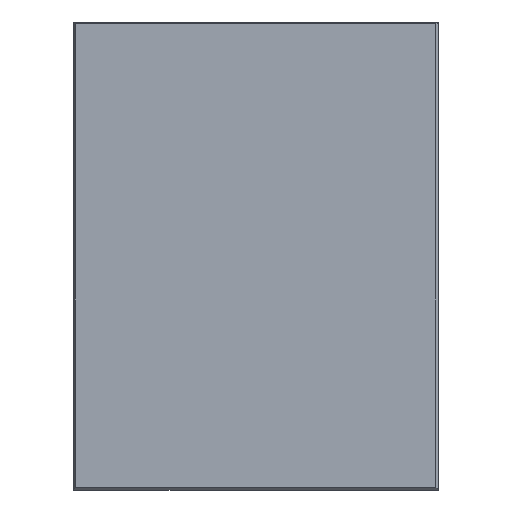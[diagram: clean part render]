
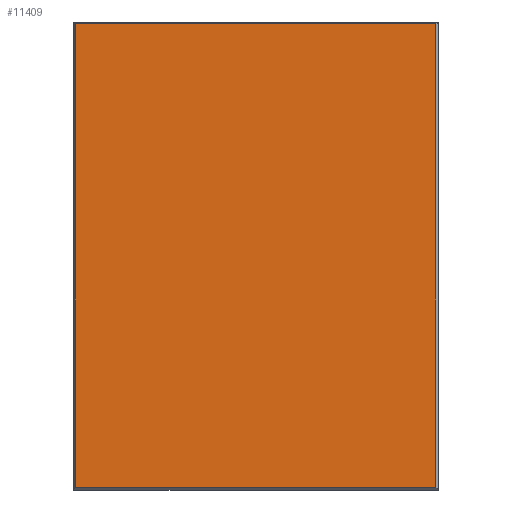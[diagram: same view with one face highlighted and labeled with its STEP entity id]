
A CAD part, left-side view. The second image highlights one B-rep face of the part: STEP entity #11409.
In plain terms, the highlighted planar face has unit normal (-1, 0, 0).
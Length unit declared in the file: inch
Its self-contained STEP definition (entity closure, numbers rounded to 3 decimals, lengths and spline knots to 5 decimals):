
#288 = LINE ( 'NONE', #5399, #1880 ) ;
#827 = VERTEX_POINT ( 'NONE', #16004 ) ;
#1586 = EDGE_CURVE ( 'NONE', #5471, #15331, #13363, .T. ) ;
#1747 = DIRECTION ( 'NONE',  ( 0., 0., 1. ) ) ;
#1760 = LINE ( 'NONE', #5684, #8026 ) ;
#1880 = VECTOR ( 'NONE', #2985, 39.37008 ) ;
#2915 = FACE_OUTER_BOUND ( 'NONE', #14933, .T. ) ;
#2926 = CARTESIAN_POINT ( 'NONE',  ( -3.01, 0.95345, -1.2415 ) ) ;
#2985 = DIRECTION ( 'NONE',  ( 0., -1., 0. ) ) ;
#3163 = LINE ( 'NONE', #2926, #15809 ) ;
#5399 = CARTESIAN_POINT ( 'NONE',  ( -3.01, 0., -1.2215 ) ) ;
#5471 = VERTEX_POINT ( 'NONE', #8206 ) ;
#5684 = CARTESIAN_POINT ( 'NONE',  ( -3.01, -0.9495, 0. ) ) ;
#6547 = ORIENTED_EDGE ( 'NONE', *, *, #7233, .T. ) ;
#6862 = DIRECTION ( 'NONE',  ( 0., 0., -1. ) ) ;
#7233 = EDGE_CURVE ( 'NONE', #15831, #5471, #1760, .T. ) ;
#7947 = ORIENTED_EDGE ( 'NONE', *, *, #15276, .T. ) ;
#8026 = VECTOR ( 'NONE', #10460, 39.37008 ) ;
#8206 = CARTESIAN_POINT ( 'NONE',  ( -3.01, -0.9495, 1.22583 ) ) ;
#9398 = EDGE_CURVE ( 'NONE', #827, #15831, #288, .T. ) ;
#10460 = DIRECTION ( 'NONE',  ( 0., 0., 1. ) ) ;
#10604 = CARTESIAN_POINT ( 'NONE',  ( -3.01, 0., 0. ) ) ;
#10855 = DIRECTION ( 'NONE',  ( -1., 0., 0. ) ) ;
#11409 = ADVANCED_FACE ( 'NONE', ( #2915 ), #13046, .T. ) ;
#12117 = DIRECTION ( 'NONE',  ( 0., 1., 0. ) ) ;
#13046 = PLANE ( 'NONE',  #16077 ) ;
#13363 = LINE ( 'NONE', #15786, #16449 ) ;
#14396 = CARTESIAN_POINT ( 'NONE',  ( -3.01, 0.95345, 1.22583 ) ) ;
#14933 = EDGE_LOOP ( 'NONE', ( #7947, #15514, #6547, #16123 ) ) ;
#15276 = EDGE_CURVE ( 'NONE', #15331, #827, #3163, .T. ) ;
#15331 = VERTEX_POINT ( 'NONE', #14396 ) ;
#15514 = ORIENTED_EDGE ( 'NONE', *, *, #9398, .T. ) ;
#15786 = CARTESIAN_POINT ( 'NONE',  ( -3.01, 0.9695, 1.22583 ) ) ;
#15809 = VECTOR ( 'NONE', #6862, 39.37008 ) ;
#15831 = VERTEX_POINT ( 'NONE', #16136 ) ;
#16004 = CARTESIAN_POINT ( 'NONE',  ( -3.01, 0.95345, -1.2215 ) ) ;
#16077 = AXIS2_PLACEMENT_3D ( 'NONE', #10604, #10855, #1747 ) ;
#16123 = ORIENTED_EDGE ( 'NONE', *, *, #1586, .T. ) ;
#16136 = CARTESIAN_POINT ( 'NONE',  ( -3.01, -0.9495, -1.2215 ) ) ;
#16449 = VECTOR ( 'NONE', #12117, 39.37008 ) ;
